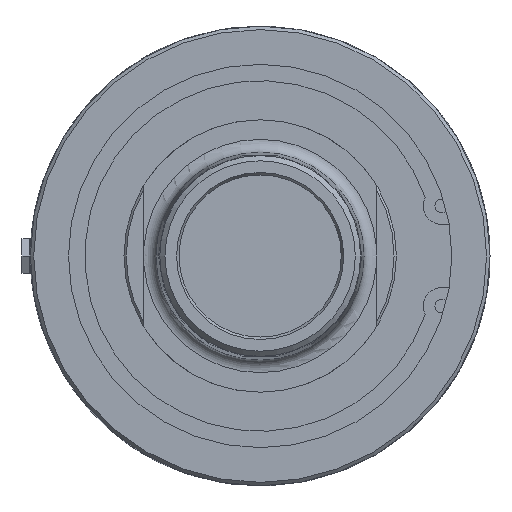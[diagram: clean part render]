
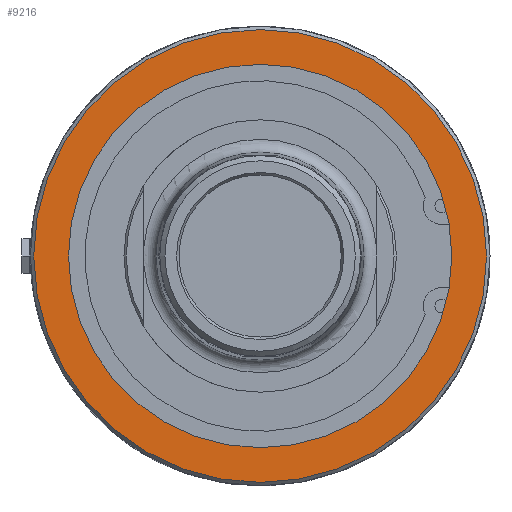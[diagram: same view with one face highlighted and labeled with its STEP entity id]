
A CAD part, left-side view. The second image highlights one B-rep face of the part: STEP entity #9216.
In plain terms, the highlighted planar face has unit normal (-1, 0, 0).
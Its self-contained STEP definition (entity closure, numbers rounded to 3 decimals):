
#104=FACE_BOUND('',#3165,.T.);
#1708=PLANE('',#9945);
#2090=CIRCLE('',#9943,53.2);
#2091=CIRCLE('',#9946,45.035);
#2092=CIRCLE('',#9947,45.035);
#2597=FACE_OUTER_BOUND('',#3164,.T.);
#3164=EDGE_LOOP('',(#8379));
#3165=EDGE_LOOP('',(#8380,#8381));
#4491=VERTEX_POINT('',#22697);
#4492=VERTEX_POINT('',#22702);
#4493=VERTEX_POINT('',#22703);
#5806=EDGE_CURVE('',#4491,#4491,#2090,.T.);
#5807=EDGE_CURVE('',#4492,#4493,#2091,.T.);
#5808=EDGE_CURVE('',#4493,#4492,#2092,.T.);
#8379=ORIENTED_EDGE('',*,*,#5806,.F.);
#8380=ORIENTED_EDGE('',*,*,#5807,.T.);
#8381=ORIENTED_EDGE('',*,*,#5808,.T.);
#9216=ADVANCED_FACE('',(#2597,#104),#1708,.F.);
#9943=AXIS2_PLACEMENT_3D('',#22699,#11781,#11782);
#9945=AXIS2_PLACEMENT_3D('',#22701,#11785,#11786);
#9946=AXIS2_PLACEMENT_3D('',#22704,#11787,#11788);
#9947=AXIS2_PLACEMENT_3D('',#22705,#11789,#11790);
#11781=DIRECTION('center_axis',(1.,0.,0.));
#11782=DIRECTION('ref_axis',(0.,-1.,0.));
#11785=DIRECTION('center_axis',(1.,0.,0.));
#11786=DIRECTION('ref_axis',(0.,0.,-1.));
#11787=DIRECTION('center_axis',(1.,0.,0.));
#11788=DIRECTION('ref_axis',(0.,1.,0.));
#11789=DIRECTION('center_axis',(1.,0.,0.));
#11790=DIRECTION('ref_axis',(0.,1.,0.));
#22697=CARTESIAN_POINT('',(2.,53.2,0.));
#22699=CARTESIAN_POINT('Origin',(2.,0.,0.));
#22701=CARTESIAN_POINT('Origin',(2.,27.,0.));
#22702=CARTESIAN_POINT('',(2.,45.035,0.));
#22703=CARTESIAN_POINT('',(2.,-45.035,0.));
#22704=CARTESIAN_POINT('Origin',(2.,0.,0.));
#22705=CARTESIAN_POINT('Origin',(2.,0.,0.));
